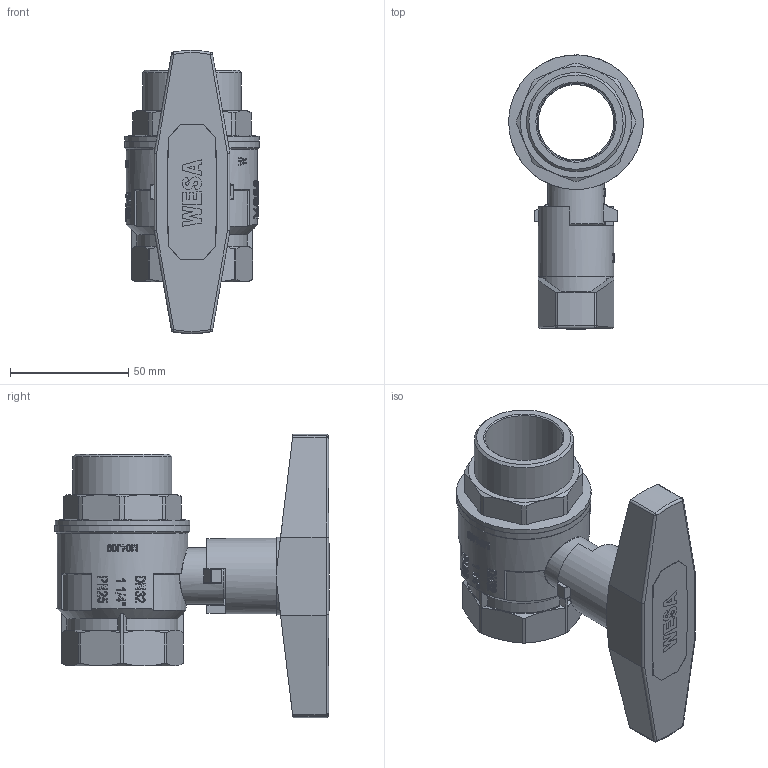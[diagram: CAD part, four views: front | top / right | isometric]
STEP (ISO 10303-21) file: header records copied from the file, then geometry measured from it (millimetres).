
FILE_DESCRIPTION(/* description */ ('Unknown'),/* implementation_level */ '2;1');
FILE_NAME(/* name */ '681-07',/* time_stamp */ '2022-03-28T09:27:43+02:00',/* author */ ('Unknown'),/* organization */ ('Unknown'),/* preprocessor_version */ 'ST-DEVELOPER v16.7',/* originating_system */ 'Solid Edge',/* authorisation */ 'Unknown');
FILE_SCHEMA (('AUTOMOTIVE_DESIGN {1 0 10303 214 3 1 1}'));
Products named in the file (11): 2.647.032; T-Griff 1 1_4-1 1_2; Schraube-m-imbus-1; T-Griff-Al-1_1_4-1_1_2-a; Abdeckkappe-3_8-1_1_2_0; 610-07; 600-07_Spindel; 600-07_Stopfbuchse; 610-07_Einschraubteil; 600-07_Körper
Assembly tree (10 placements, depth 4):
  2.647.032
    T-Griff 1 1_4-1 1_2
      Schraube-m-imbus-1
      T-Griff-Al-1_1_4-1_1_2-a
      Abdeckkappe-3_8-1_1_2_0
    610-07
      600-07_Spindel
        600-07_Spindel
        600-07_Stopfbuchse
      610-07_Einschraubteil
      600-07_Körper
Bounding box: 57 x 116 x 119.85 mm (x, y, z)
Volume: 111353.8 mm3; surface area: 66278.7 mm2
Topology: 7 solids, 7 shells, 1517 faces, 4180 edges, 2743 vertices
Faces by surface type: plane 1278, cylinder 154, cone 62, sphere 14, torus 6, bspline 3
Full cylindrical faces by diameter (mm): 3.4 x2, 5.4 x4, 8.5 x1, 10 x1, 14 x3, 14.1 x1, 14.5 x1, 15 x1, 16 x1, 18 x1, 18.38 x1, 20 x1, 21 x1, 22 x1, 24 x1, 26 x1, 32 x3, 33 x1, 38.952 x1, 38.954 x2, 41.91 x1, 42 x2, 50.499 x1, 50.5 x1, 52 x1, 52.002 x1, 54 x1, 55.5 x1, 57 x2
Entity records: 62533 total; most frequent: CARTESIAN_POINT 13683, DIRECTION 9187, ORIENTED_EDGE 8176, EDGE_CURVE 4088, AXIS2_PLACEMENT_3D 3689, VERTEX_POINT 2726, LINE 1809, VECTOR 1809
